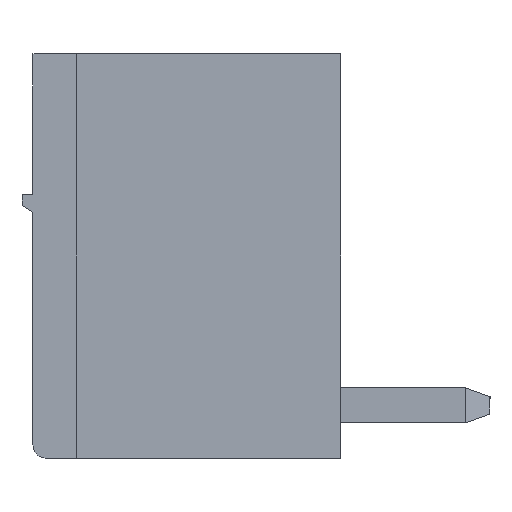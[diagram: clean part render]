
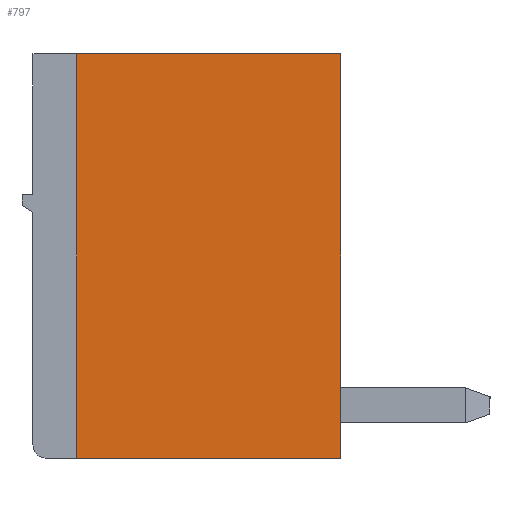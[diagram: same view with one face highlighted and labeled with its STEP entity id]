
A CAD part, left-side view. The second image highlights one B-rep face of the part: STEP entity #797.
In plain terms, the highlighted planar face has unit normal (-1, 0, 0).
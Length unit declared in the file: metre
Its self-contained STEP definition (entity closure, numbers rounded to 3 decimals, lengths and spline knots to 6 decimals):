
#797=ADVANCED_FACE('',(#2319),#2320,.F.);
#2319=FACE_OUTER_BOUND('',#4552,.T.);
#2320=PLANE('',#4553);
#4552=EDGE_LOOP('',(#7211,#7212,#7213,#7214));
#4553=AXIS2_PLACEMENT_3D('',#7215,#7216,#7217);
#7211=ORIENTED_EDGE('',*,*,#13424,.F.);
#7212=ORIENTED_EDGE('',*,*,#13033,.F.);
#7213=ORIENTED_EDGE('',*,*,#13486,.T.);
#7214=ORIENTED_EDGE('',*,*,#13487,.T.);
#7215=CARTESIAN_POINT('',(-1.091827,0.00386,0.000933));
#7216=DIRECTION('',(1.0,0.,0.));
#7217=DIRECTION('',(0.,-1.0,0.));
#13033=EDGE_CURVE('',#15529,#15517,#15531,.T.);
#13424=EDGE_CURVE('',#15517,#16112,#16287,.T.);
#13486=EDGE_CURVE('',#15529,#16380,#16381,.T.);
#13487=EDGE_CURVE('',#16380,#16112,#16382,.T.);
#15517=VERTEX_POINT('',#19172);
#15529=VERTEX_POINT('',#19190);
#15531=LINE('',#19193,#19194);
#16112=VERTEX_POINT('',#20005);
#16287=LINE('',#20259,#20260);
#16380=VERTEX_POINT('',#20385);
#16381=LINE('',#20386,#20387);
#16382=LINE('',#20388,#20389);
#19172=CARTESIAN_POINT('',(-1.091827,0.00386,0.000933));
#19190=CARTESIAN_POINT('',(-1.091827,0.00986,0.000933));
#19193=CARTESIAN_POINT('',(-1.091827,0.00386,0.000933));
#19194=VECTOR('',#24485,1.0);
#20005=CARTESIAN_POINT('',(-1.091827,0.00386,-0.008267));
#20259=CARTESIAN_POINT('',(-1.091827,0.00386,0.000933));
#20260=VECTOR('',#24993,1.0);
#20385=CARTESIAN_POINT('',(-1.091827,0.00986,-0.008267));
#20386=CARTESIAN_POINT('',(-1.091827,0.00986,0.000933));
#20387=VECTOR('',#25062,1.0);
#20388=CARTESIAN_POINT('',(-1.091827,0.00386,-0.008267));
#20389=VECTOR('',#25063,1.0);
#24485=DIRECTION('',(0.,-1.0,0.));
#24993=DIRECTION('',(0.,0.,-1.0));
#25062=DIRECTION('',(0.,0.,-1.0));
#25063=DIRECTION('',(0.,-1.0,0.));
